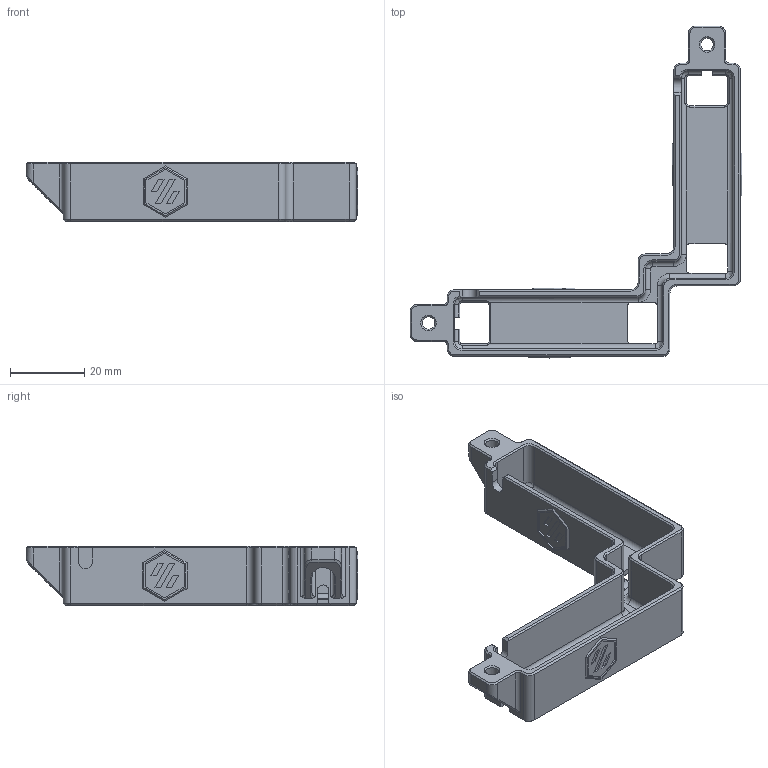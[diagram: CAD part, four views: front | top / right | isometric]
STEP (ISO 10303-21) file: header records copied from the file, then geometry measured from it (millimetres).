
FILE_DESCRIPTION(/* description */ (''),/* implementation_level */ '2;1');
FILE_NAME(/* name */ 'top_corner_cable_cover_with_drop_holes.step',/* time_stamp */ '2022-08-09T10:17:39-05:00',/* author */ (''),/* organization */ (''),/* preprocessor_version */ 'ST-DEVELOPER v19',/* originating_system */ 'Autodesk Translation Framework v11.7.0.108',/* authorisation */ '');
FILE_SCHEMA (('AUTOMOTIVE_DESIGN { 1 0 10303 214 3 1 1 }'));
Length unit declared in the file: millimetre
Products named in the file (1): (Unsaved)
Bounding box: 89.4 x 89.4 x 16 mm (x, y, z)
Volume: 13380.1 mm3; surface area: 13544.4 mm2
Topology: 1 solids, 1 shells, 453 faces, 1115 edges, 676 vertices
Faces by surface type: plane 277, cylinder 68, cone 64, bspline 41, torus 3
Full cylindrical faces by diameter (mm): 3.4 x2
Entity records: 13856 total; most frequent: CARTESIAN_POINT 3314, ORIENTED_EDGE 2230, DIRECTION 2059, EDGE_CURVE 1115, LINE 841, VECTOR 841, VERTEX_POINT 676, AXIS2_PLACEMENT_3D 609
